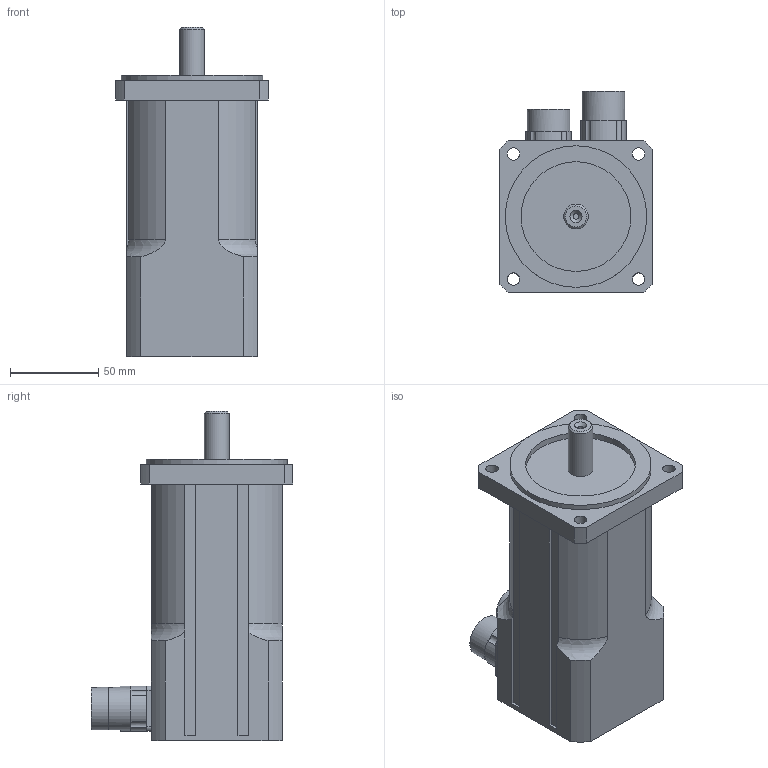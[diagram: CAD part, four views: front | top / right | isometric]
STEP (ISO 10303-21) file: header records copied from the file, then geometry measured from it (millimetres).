
FILE_DESCRIPTION((''),'2;1');
FILE_NAME('H3001 00 B Z_0160.stp','2008-05-07T10:11:20',('oslejsek'),(''),'Autodesk Inventor 10','Autodesk Inventor 10','');
FILE_SCHEMA(('AUTOMOTIVE_DESIGN { 1 0 10303 214 1 1 1 1 }'));
Length unit declared in the file: millimetre
Products named in the file (4): H3001 00 B Z_0160; H3001 00 B_0160; Konektor_rovny_mot; Konektor_rovny_res
Assembly tree (3 placements, depth 2):
  H3001 00 B Z_0160
    H3001 00 B_0160
    Konektor_rovny_mot
    Konektor_rovny_res
Bounding box: 86 x 114 x 186 mm (x, y, z)
Volume: 818175.4 mm3; surface area: 72109.2 mm2
Topology: 3 solids, 3 shells, 133 faces, 340 edges, 220 vertices
Faces by surface type: plane 58, cylinder 51, bspline 19, torus 4, cone 1
Full cylindrical faces by diameter (mm): 2.7 x8, 14 x1, 20 x2, 24 x2, 62 x1, 80 x1
Entity records: 4411 total; most frequent: CARTESIAN_POINT 1123, DIRECTION 694, ORIENTED_EDGE 616, EDGE_CURVE 308, AXIS2_PLACEMENT_3D 277, VERTEX_POINT 212, EDGE_LOOP 192, CIRCLE 156
